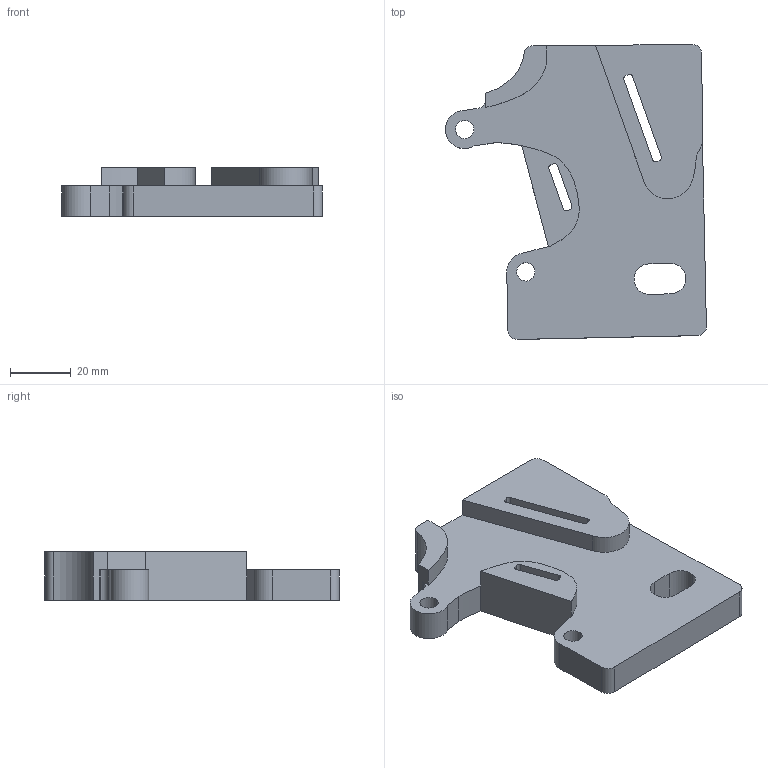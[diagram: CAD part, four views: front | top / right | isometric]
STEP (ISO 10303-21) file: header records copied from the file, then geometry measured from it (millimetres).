
FILE_DESCRIPTION (( 'STEP AP203' ), '1' );
FILE_NAME ('torque arm brake side v2.STEP', '2022-01-23T19:06:14', ( '' ), ( '' ), 'SwSTEP 2.0', 'SolidWorks 2021', '' );
FILE_SCHEMA (( 'CONFIG_CONTROL_DESIGN' ));
Length unit declared in the file: millimetre
Products named in the file (1): torque arm brake side v2
Bounding box: 85.52 x 96.69 x 16 mm (x, y, z)
Volume: 67087.3 mm3; surface area: 19235.1 mm2
Topology: 1 solids, 1 shells, 60 faces, 171 edges, 113 vertices
Faces by surface type: cylinder 26, plane 26, bspline 8
Entity records: 2212 total; most frequent: CARTESIAN_POINT 553, ORIENTED_EDGE 342, DIRECTION 313, EDGE_CURVE 171, VERTEX_POINT 113, AXIS2_PLACEMENT_3D 105, LINE 103, VECTOR 103
